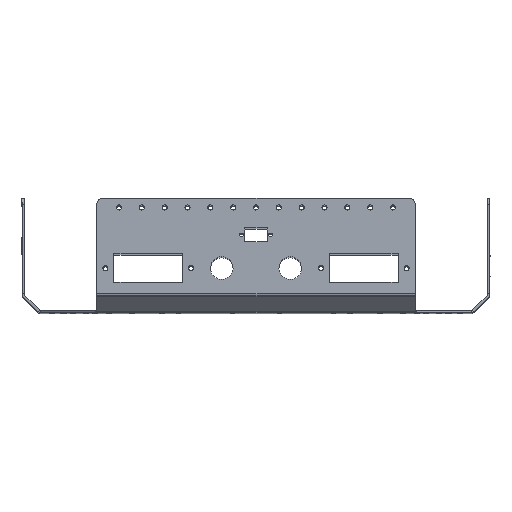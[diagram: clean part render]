
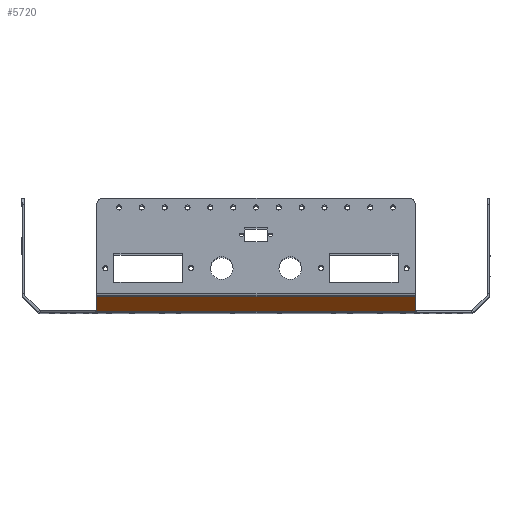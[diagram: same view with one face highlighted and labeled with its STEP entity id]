
A CAD part, top view. The second image highlights one B-rep face of the part: STEP entity #5720.
In plain terms, the highlighted planar face has unit normal (0, -0.707, 0.707).
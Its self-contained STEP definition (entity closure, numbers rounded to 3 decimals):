
#450=PLANE('',#6388);
#712=FACE_OUTER_BOUND('',#1182,.T.);
#1182=EDGE_LOOP('',(#4969,#4970,#4971,#4972));
#1691=LINE('',#9454,#2063);
#1704=LINE('',#9486,#2076);
#1705=LINE('',#9488,#2077);
#1706=LINE('',#9489,#2078);
#2063=VECTOR('',#7943,10.);
#2076=VECTOR('',#7980,10.);
#2077=VECTOR('',#7981,10.);
#2078=VECTOR('',#7982,10.);
#2953=VERTEX_POINT('',#9451);
#2954=VERTEX_POINT('',#9453);
#2961=VERTEX_POINT('',#9485);
#2962=VERTEX_POINT('',#9487);
#3672=EDGE_CURVE('',#2954,#2953,#1691,.T.);
#3688=EDGE_CURVE('',#2953,#2961,#1704,.T.);
#3689=EDGE_CURVE('',#2961,#2962,#1705,.T.);
#3690=EDGE_CURVE('',#2962,#2954,#1706,.T.);
#4969=ORIENTED_EDGE('',*,*,#3672,.T.);
#4970=ORIENTED_EDGE('',*,*,#3688,.T.);
#4971=ORIENTED_EDGE('',*,*,#3689,.T.);
#4972=ORIENTED_EDGE('',*,*,#3690,.T.);
#5720=ADVANCED_FACE('',(#712),#450,.T.);
#6388=AXIS2_PLACEMENT_3D('',#9484,#7978,#7979);
#7943=DIRECTION('',(-1.,0.,0.));
#7978=DIRECTION('center_axis',(0.,-0.707,
0.707));
#7979=DIRECTION('ref_axis',(0.,-0.707,-0.707));
#7980=DIRECTION('',(0.,-0.707,-0.707));
#7981=DIRECTION('',(1.,0.,0.));
#7982=DIRECTION('',(0.,0.707,0.707));
#9451=CARTESIAN_POINT('',(-139.444,13.556,314.385));
#9453=CARTESIAN_POINT('',(139.444,13.556,314.385));
#9454=CARTESIAN_POINT('',(-69.722,13.556,314.385));
#9484=CARTESIAN_POINT('Origin',(0.,6.834,
307.662));
#9485=CARTESIAN_POINT('',(-139.444,1.172,302.));
#9486=CARTESIAN_POINT('',(-139.444,1.172,302.));
#9487=CARTESIAN_POINT('',(139.444,1.172,302.));
#9488=CARTESIAN_POINT('',(0.,1.172,302.));
#9489=CARTESIAN_POINT('',(139.444,1.172,302.));
